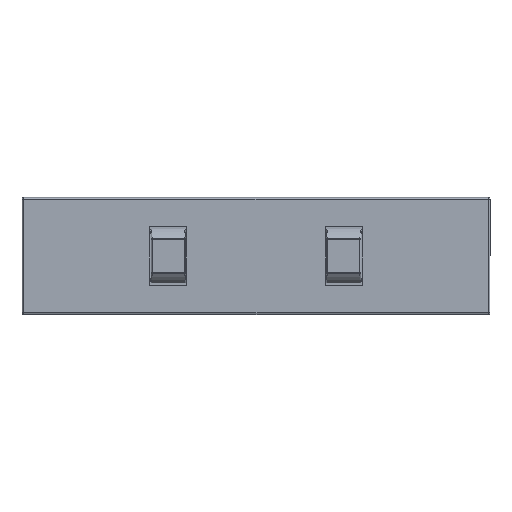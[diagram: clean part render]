
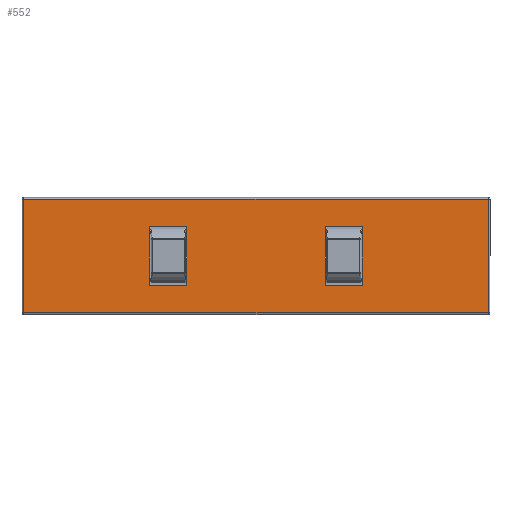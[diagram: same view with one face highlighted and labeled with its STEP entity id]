
A CAD part, top view. The second image highlights one B-rep face of the part: STEP entity #552.
In plain terms, the highlighted planar face has unit normal (0, 0, 1).
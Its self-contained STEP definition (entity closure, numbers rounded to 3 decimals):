
#27 = EDGE_LOOP ( 'NONE', ( #1083, #683, #1313, #365 ) ) ;
#78 = CARTESIAN_POINT ( 'NONE',  ( -54.5, -15., 9. ) ) ;
#108 = ORIENTED_EDGE ( 'NONE', *, *, #410, .F. ) ;
#109 = LINE ( 'NONE', #1231, #408 ) ;
#118 = CARTESIAN_POINT ( 'NONE',  ( 35.5, 15., 9. ) ) ;
#179 = EDGE_CURVE ( 'NONE', #628, #1255, #1232, .T. ) ;
#253 = LINE ( 'NONE', #1637, #1625 ) ;
#276 = VECTOR ( 'NONE', #692, 1000. ) ;
#278 = DIRECTION ( 'NONE',  ( 1., 0., 0. ) ) ;
#289 = LINE ( 'NONE', #296, #972 ) ;
#296 = CARTESIAN_POINT ( 'NONE',  ( -120., 29.2, 9. ) ) ;
#299 = DIRECTION ( 'NONE',  ( 0., 1., 0. ) ) ;
#308 = VECTOR ( 'NONE', #299, 1000. ) ;
#335 = DIRECTION ( 'NONE',  ( 0., 1., 0. ) ) ;
#356 = DIRECTION ( 'NONE',  ( -1., 0., 0. ) ) ;
#365 = ORIENTED_EDGE ( 'NONE', *, *, #433, .T. ) ;
#371 = VECTOR ( 'NONE', #1636, 1000. ) ;
#376 = CARTESIAN_POINT ( 'NONE',  ( 54.5, -15., 9. ) ) ;
#378 = DIRECTION ( 'NONE',  ( 1., 0., 0. ) ) ;
#407 = DIRECTION ( 'NONE',  ( 0., -1., 0. ) ) ;
#408 = VECTOR ( 'NONE', #335, 1000. ) ;
#410 = EDGE_CURVE ( 'NONE', #1146, #1427, #1375, .T. ) ;
#433 = EDGE_CURVE ( 'NONE', #1255, #986, #656, .T. ) ;
#506 = CARTESIAN_POINT ( 'NONE',  ( -54.5, 15., 9. ) ) ;
#522 = VERTEX_POINT ( 'NONE', #1008 ) ;
#546 = LINE ( 'NONE', #747, #1540 ) ;
#547 = VECTOR ( 'NONE', #278, 1000. ) ;
#552 = ADVANCED_FACE ( 'NONE', ( #1167, #572, #1522 ), #1267, .T. ) ;
#572 = FACE_BOUND ( 'NONE', #1041, .T. ) ;
#609 = EDGE_CURVE ( 'NONE', #1278, #1619, #1483, .T. ) ;
#612 = CARTESIAN_POINT ( 'NONE',  ( -119.2, -29.2, 9. ) ) ;
#616 = LINE ( 'NONE', #1190, #276 ) ;
#628 = VERTEX_POINT ( 'NONE', #612 ) ;
#656 = LINE ( 'NONE', #1481, #308 ) ;
#683 = ORIENTED_EDGE ( 'NONE', *, *, #1505, .T. ) ;
#690 = LINE ( 'NONE', #1477, #1643 ) ;
#691 = CARTESIAN_POINT ( 'NONE',  ( 120., -29.2, 9. ) ) ;
#692 = DIRECTION ( 'NONE',  ( 1., 0., 0. ) ) ;
#696 = VECTOR ( 'NONE', #1081, 1000. ) ;
#710 = EDGE_LOOP ( 'NONE', ( #761, #852, #108, #1104 ) ) ;
#742 = DIRECTION ( 'NONE',  ( 0., -1., 0. ) ) ;
#747 = CARTESIAN_POINT ( 'NONE',  ( -54.5, 15., 9. ) ) ;
#761 = ORIENTED_EDGE ( 'NONE', *, *, #1204, .F. ) ;
#791 = EDGE_CURVE ( 'NONE', #1619, #1431, #690, .T. ) ;
#804 = CARTESIAN_POINT ( 'NONE',  ( 119.2, 29.2, 9. ) ) ;
#842 = DIRECTION ( 'NONE',  ( 0., -1., 0. ) ) ;
#849 = EDGE_CURVE ( 'NONE', #943, #1146, #1200, .T. ) ;
#852 = ORIENTED_EDGE ( 'NONE', *, *, #1563, .F. ) ;
#895 = ORIENTED_EDGE ( 'NONE', *, *, #952, .F. ) ;
#915 = VECTOR ( 'NONE', #973, 1000. ) ;
#943 = VERTEX_POINT ( 'NONE', #1303 ) ;
#951 = ORIENTED_EDGE ( 'NONE', *, *, #791, .F. ) ;
#952 = EDGE_CURVE ( 'NONE', #1629, #1278, #109, .T. ) ;
#972 = VECTOR ( 'NONE', #1185, 1000. ) ;
#973 = DIRECTION ( 'NONE',  ( 1., 0., 0. ) ) ;
#986 = VERTEX_POINT ( 'NONE', #804 ) ;
#1008 = CARTESIAN_POINT ( 'NONE',  ( -54.5, 15., 9. ) ) ;
#1017 = CARTESIAN_POINT ( 'NONE',  ( 54.5, 15., 9. ) ) ;
#1041 = EDGE_LOOP ( 'NONE', ( #1498, #895, #1547, #951 ) ) ;
#1067 = EDGE_CURVE ( 'NONE', #986, #1658, #289, .T. ) ;
#1081 = DIRECTION ( 'NONE',  ( 0., 1., 0. ) ) ;
#1083 = ORIENTED_EDGE ( 'NONE', *, *, #1067, .T. ) ;
#1104 = ORIENTED_EDGE ( 'NONE', *, *, #849, .F. ) ;
#1113 = EDGE_CURVE ( 'NONE', #1431, #1629, #616, .T. ) ;
#1128 = CARTESIAN_POINT ( 'NONE',  ( -120., -30., 9. ) ) ;
#1146 = VERTEX_POINT ( 'NONE', #1409 ) ;
#1167 = FACE_OUTER_BOUND ( 'NONE', #27, .T. ) ;
#1177 = CARTESIAN_POINT ( 'NONE',  ( 119.2, -29.2, 9. ) ) ;
#1185 = DIRECTION ( 'NONE',  ( -1., 0., 0. ) ) ;
#1190 = CARTESIAN_POINT ( 'NONE',  ( 54.5, -15., 9. ) ) ;
#1200 = LINE ( 'NONE', #78, #915 ) ;
#1204 = EDGE_CURVE ( 'NONE', #522, #943, #1207, .T. ) ;
#1207 = LINE ( 'NONE', #506, #1523 ) ;
#1231 = CARTESIAN_POINT ( 'NONE',  ( 54.5, 15., 9. ) ) ;
#1232 = LINE ( 'NONE', #691, #547 ) ;
#1255 = VERTEX_POINT ( 'NONE', #1177 ) ;
#1267 = PLANE ( 'NONE',  #1634 ) ;
#1278 = VERTEX_POINT ( 'NONE', #1578 ) ;
#1303 = CARTESIAN_POINT ( 'NONE',  ( -54.5, -15., 9. ) ) ;
#1313 = ORIENTED_EDGE ( 'NONE', *, *, #179, .T. ) ;
#1334 = CARTESIAN_POINT ( 'NONE',  ( -35.5, 15., 9. ) ) ;
#1363 = CARTESIAN_POINT ( 'NONE',  ( -35.5, 15., 9. ) ) ;
#1375 = LINE ( 'NONE', #1334, #696 ) ;
#1408 = CARTESIAN_POINT ( 'NONE',  ( -119.2, 29.2, 9. ) ) ;
#1409 = CARTESIAN_POINT ( 'NONE',  ( -35.5, -15., 9. ) ) ;
#1427 = VERTEX_POINT ( 'NONE', #1363 ) ;
#1431 = VERTEX_POINT ( 'NONE', #1494 ) ;
#1477 = CARTESIAN_POINT ( 'NONE',  ( 35.5, 15., 9. ) ) ;
#1481 = CARTESIAN_POINT ( 'NONE',  ( 119.2, 30., 9. ) ) ;
#1483 = LINE ( 'NONE', #1017, #371 ) ;
#1494 = CARTESIAN_POINT ( 'NONE',  ( 35.5, -15., 9. ) ) ;
#1498 = ORIENTED_EDGE ( 'NONE', *, *, #609, .F. ) ;
#1505 = EDGE_CURVE ( 'NONE', #1658, #628, #253, .T. ) ;
#1522 = FACE_BOUND ( 'NONE', #710, .T. ) ;
#1523 = VECTOR ( 'NONE', #407, 1000. ) ;
#1525 = DIRECTION ( 'NONE',  ( 0., 0., 1. ) ) ;
#1540 = VECTOR ( 'NONE', #356, 1000. ) ;
#1547 = ORIENTED_EDGE ( 'NONE', *, *, #1113, .F. ) ;
#1563 = EDGE_CURVE ( 'NONE', #1427, #522, #546, .T. ) ;
#1578 = CARTESIAN_POINT ( 'NONE',  ( 54.5, 15., 9. ) ) ;
#1619 = VERTEX_POINT ( 'NONE', #118 ) ;
#1625 = VECTOR ( 'NONE', #742, 1000. ) ;
#1629 = VERTEX_POINT ( 'NONE', #376 ) ;
#1634 = AXIS2_PLACEMENT_3D ( 'NONE', #1128, #1525, #378 ) ;
#1636 = DIRECTION ( 'NONE',  ( -1., 0., 0. ) ) ;
#1637 = CARTESIAN_POINT ( 'NONE',  ( -119.2, -30., 9. ) ) ;
#1643 = VECTOR ( 'NONE', #842, 1000. ) ;
#1658 = VERTEX_POINT ( 'NONE', #1408 ) ;
